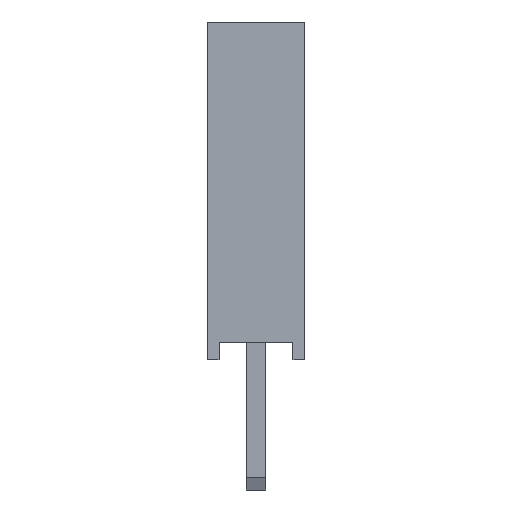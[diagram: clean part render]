
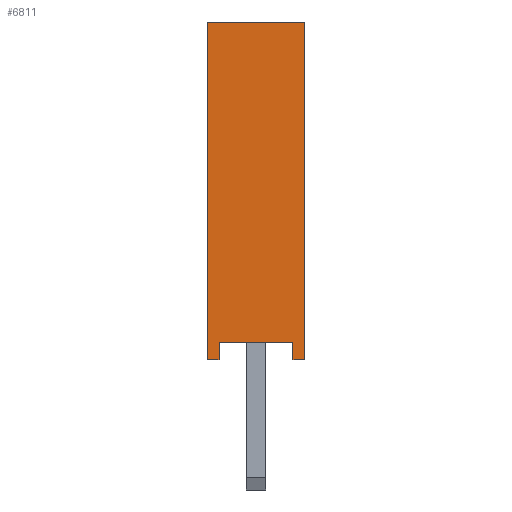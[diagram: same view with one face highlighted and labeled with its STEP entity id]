
A CAD part, left-side view. The second image highlights one B-rep face of the part: STEP entity #6811.
In plain terms, the highlighted planar face has unit normal (-1, 0, 0).
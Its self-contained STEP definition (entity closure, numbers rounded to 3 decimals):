
#195=FACE_OUTER_BOUND('',#575,.T.);
#575=EDGE_LOOP('',(#4515,#4516,#4517,#4518,#4519,#4520,#4521,#4522));
#1020=LINE('',#9568,#1908);
#1024=LINE('',#9577,#1912);
#1028=LINE('',#9584,#1916);
#1030=LINE('',#9590,#1918);
#1037=LINE('',#9604,#1925);
#1039=LINE('',#9608,#1927);
#1041=LINE('',#9612,#1929);
#1043=LINE('',#9615,#1931);
#1908=VECTOR('',#7779,10.);
#1912=VECTOR('',#7785,10.);
#1916=VECTOR('',#7791,10.);
#1918=VECTOR('',#7799,10.);
#1925=VECTOR('',#7810,10.);
#1927=VECTOR('',#7814,10.);
#1929=VECTOR('',#7818,10.);
#1931=VECTOR('',#7822,10.);
#2771=VERTEX_POINT('',#9566);
#2772=VERTEX_POINT('',#9567);
#2775=VERTEX_POINT('',#9575);
#2776=VERTEX_POINT('',#9576);
#2779=VERTEX_POINT('',#9589);
#2784=VERTEX_POINT('',#9603);
#2785=VERTEX_POINT('',#9607);
#2786=VERTEX_POINT('',#9611);
#3428=EDGE_CURVE('',#2771,#2772,#1020,.T.);
#3432=EDGE_CURVE('',#2775,#2776,#1024,.T.);
#3436=EDGE_CURVE('',#2772,#2775,#1028,.T.);
#3438=EDGE_CURVE('',#2776,#2779,#1030,.T.);
#3445=EDGE_CURVE('',#2784,#2771,#1037,.T.);
#3447=EDGE_CURVE('',#2785,#2784,#1039,.T.);
#3449=EDGE_CURVE('',#2786,#2785,#1041,.T.);
#3451=EDGE_CURVE('',#2779,#2786,#1043,.T.);
#4515=ORIENTED_EDGE('',*,*,#3445,.F.);
#4516=ORIENTED_EDGE('',*,*,#3447,.F.);
#4517=ORIENTED_EDGE('',*,*,#3449,.F.);
#4518=ORIENTED_EDGE('',*,*,#3451,.F.);
#4519=ORIENTED_EDGE('',*,*,#3438,.F.);
#4520=ORIENTED_EDGE('',*,*,#3432,.F.);
#4521=ORIENTED_EDGE('',*,*,#3436,.F.);
#4522=ORIENTED_EDGE('',*,*,#3428,.F.);
#6231=PLANE('',#7216);
#6811=ADVANCED_FACE('',(#195),#6231,.F.);
#7216=AXIS2_PLACEMENT_3D('',#9616,#7823,#7824);
#7779=DIRECTION('',(0.,0.,1.));
#7785=DIRECTION('',(0.,0.,-1.));
#7791=DIRECTION('',(0.,-1.,0.));
#7799=DIRECTION('',(0.,1.,0.));
#7810=DIRECTION('',(0.,1.,0.));
#7814=DIRECTION('',(0.,0.,-1.));
#7818=DIRECTION('',(0.,1.,0.));
#7822=DIRECTION('',(0.,0.,1.));
#7823=DIRECTION('center_axis',(1.,0.,0.));
#7824=DIRECTION('ref_axis',(0.,0.,-1.));
#9566=CARTESIAN_POINT('',(-1.317,1.238,0.));
#9567=CARTESIAN_POINT('',(-1.317,1.238,8.575));
#9568=CARTESIAN_POINT('',(-1.317,1.238,2.144));
#9575=CARTESIAN_POINT('',(-1.317,-1.238,8.575));
#9576=CARTESIAN_POINT('',(-1.317,-1.238,0.));
#9577=CARTESIAN_POINT('',(-1.317,-1.238,2.144));
#9584=CARTESIAN_POINT('',(-1.317,-1.238,8.575));
#9589=CARTESIAN_POINT('',(-1.317,-0.938,0.));
#9590=CARTESIAN_POINT('',(-1.317,-1.238,0.));
#9603=CARTESIAN_POINT('',(-1.317,0.938,0.));
#9604=CARTESIAN_POINT('',(-1.317,-1.238,0.));
#9607=CARTESIAN_POINT('',(-1.317,0.938,0.448));
#9608=CARTESIAN_POINT('',(-1.317,0.938,0.));
#9611=CARTESIAN_POINT('',(-1.317,-0.938,0.448));
#9612=CARTESIAN_POINT('',(-1.317,-0.15,0.448));
#9615=CARTESIAN_POINT('',(-1.317,-0.938,0.224));
#9616=CARTESIAN_POINT('Origin',(-1.317,-1.238,0.));
